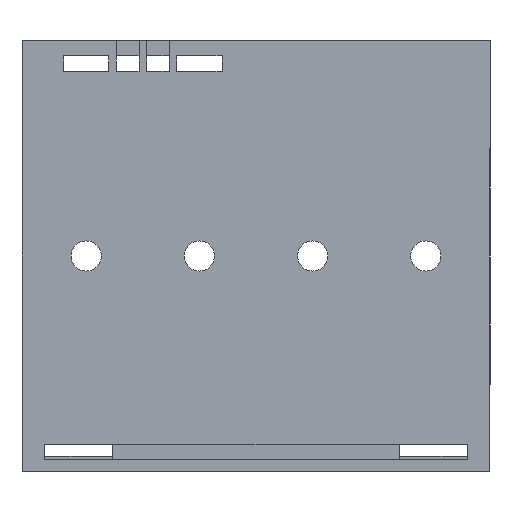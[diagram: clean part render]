
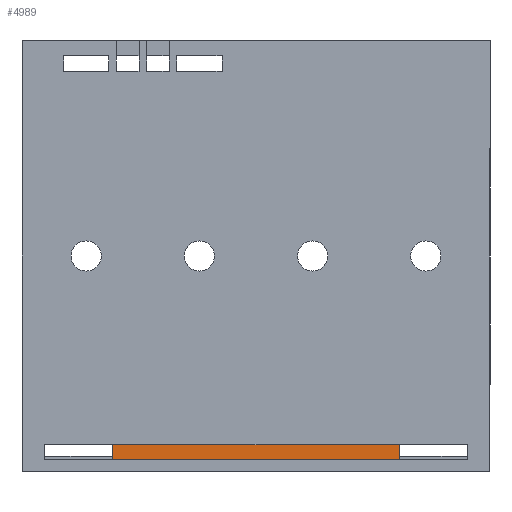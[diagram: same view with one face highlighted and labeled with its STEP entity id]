
A CAD part, front view. The second image highlights one B-rep face of the part: STEP entity #4989.
In plain terms, the highlighted planar face has unit normal (0, -1, 0).
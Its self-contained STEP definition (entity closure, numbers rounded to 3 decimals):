
#42 = VERTEX_POINT ( 'NONE', #6268 ) ;
#269 = VECTOR ( 'NONE', #2542, 1000. ) ;
#606 = DIRECTION ( 'NONE',  ( 0., 0., 1. ) ) ;
#735 = ORIENTED_EDGE ( 'NONE', *, *, #2302, .T. ) ;
#840 = VECTOR ( 'NONE', #606, 1000. ) ;
#1413 = FACE_OUTER_BOUND ( 'NONE', #4584, .T. ) ;
#1784 = CARTESIAN_POINT ( 'NONE',  ( -28., 0.5, -25. ) ) ;
#1817 = CARTESIAN_POINT ( 'NONE',  ( 19., 0.5, -27. ) ) ;
#1835 = CARTESIAN_POINT ( 'NONE',  ( 28., 0.5, -27. ) ) ;
#2096 = CARTESIAN_POINT ( 'NONE',  ( 19., 0.5, -25. ) ) ;
#2302 = EDGE_CURVE ( 'NONE', #6772, #42, #4723, .T. ) ;
#2386 = DIRECTION ( 'NONE',  ( 0., 1., 0. ) ) ;
#2514 = LINE ( 'NONE', #5639, #840 ) ;
#2542 = DIRECTION ( 'NONE',  ( 0., 0., -1. ) ) ;
#2599 = VERTEX_POINT ( 'NONE', #1817 ) ;
#2635 = EDGE_CURVE ( 'NONE', #2599, #42, #2879, .T. ) ;
#2693 = ORIENTED_EDGE ( 'NONE', *, *, #4969, .F. ) ;
#2724 = VECTOR ( 'NONE', #5747, 1000. ) ;
#2879 = LINE ( 'NONE', #1835, #2724 ) ;
#3933 = ORIENTED_EDGE ( 'NONE', *, *, #4325, .T. ) ;
#4208 = VECTOR ( 'NONE', #4573, 1000. ) ;
#4325 = EDGE_CURVE ( 'NONE', #2599, #4691, #2514, .T. ) ;
#4573 = DIRECTION ( 'NONE',  ( 1., 0., 0. ) ) ;
#4584 = EDGE_LOOP ( 'NONE', ( #3933, #2693, #735, #5005 ) ) ;
#4691 = VERTEX_POINT ( 'NONE', #2096 ) ;
#4723 = LINE ( 'NONE', #7037, #269 ) ;
#4969 = EDGE_CURVE ( 'NONE', #6772, #4691, #7206, .T. ) ;
#4989 = ADVANCED_FACE ( 'NONE', ( #1413 ), #6843, .F. ) ;
#5005 = ORIENTED_EDGE ( 'NONE', *, *, #2635, .F. ) ;
#5639 = CARTESIAN_POINT ( 'NONE',  ( 19., 0.5, -26.5 ) ) ;
#5737 = CARTESIAN_POINT ( 'NONE',  ( 0., 0.5, -26. ) ) ;
#5747 = DIRECTION ( 'NONE',  ( -1., 0., 0. ) ) ;
#6245 = AXIS2_PLACEMENT_3D ( 'NONE', #5737, #2386, #6305 ) ;
#6268 = CARTESIAN_POINT ( 'NONE',  ( -19., 0.5, -27. ) ) ;
#6305 = DIRECTION ( 'NONE',  ( 0., 0., 1. ) ) ;
#6772 = VERTEX_POINT ( 'NONE', #7182 ) ;
#6843 = PLANE ( 'NONE',  #6245 ) ;
#7037 = CARTESIAN_POINT ( 'NONE',  ( -19., 0.5, -25.5 ) ) ;
#7182 = CARTESIAN_POINT ( 'NONE',  ( -19., 0.5, -25. ) ) ;
#7206 = LINE ( 'NONE', #1784, #4208 ) ;
